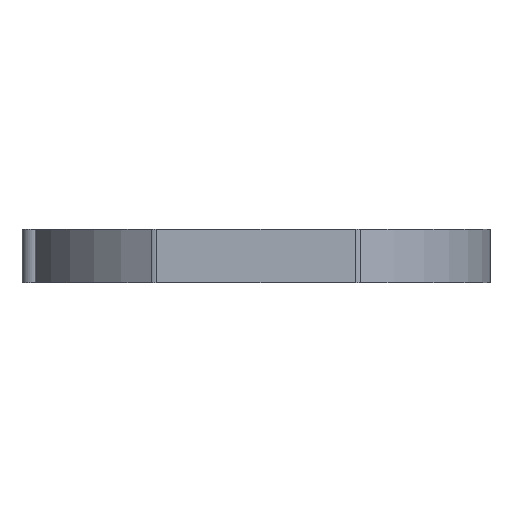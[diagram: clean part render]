
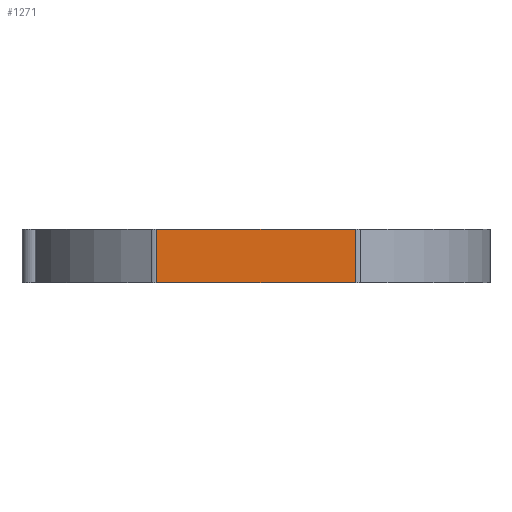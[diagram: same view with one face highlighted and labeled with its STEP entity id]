
A CAD part, front view. The second image highlights one B-rep face of the part: STEP entity #1271.
In plain terms, the highlighted planar face has unit normal (0, -1, 0).
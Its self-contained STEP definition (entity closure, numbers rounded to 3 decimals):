
#8 = DIRECTION ( 'NONE',  ( 0., 0., 1. ) ) ;
#10 = ORIENTED_EDGE ( 'NONE', *, *, #1182, .T. ) ;
#145 = DIRECTION ( 'NONE',  ( 1., 0., 0. ) ) ;
#243 = VERTEX_POINT ( 'NONE', #1309 ) ;
#253 = FACE_OUTER_BOUND ( 'NONE', #636, .T. ) ;
#282 = EDGE_CURVE ( 'NONE', #910, #643, #666, .T. ) ;
#325 = LINE ( 'NONE', #449, #745 ) ;
#449 = CARTESIAN_POINT ( 'NONE',  ( 12.728, -27., 6.8 ) ) ;
#455 = AXIS2_PLACEMENT_3D ( 'NONE', #1069, #962, #8 ) ;
#551 = LINE ( 'NONE', #849, #995 ) ;
#604 = CARTESIAN_POINT ( 'NONE',  ( -12.728, -27., 6.8 ) ) ;
#636 = EDGE_LOOP ( 'NONE', ( #10, #1523, #1356, #901 ) ) ;
#643 = VERTEX_POINT ( 'NONE', #861 ) ;
#653 = VECTOR ( 'NONE', #950, 1000. ) ;
#666 = LINE ( 'NONE', #938, #653 ) ;
#745 = VECTOR ( 'NONE', #1538, 1000. ) ;
#849 = CARTESIAN_POINT ( 'NONE',  ( 12.728, -27., 0. ) ) ;
#861 = CARTESIAN_POINT ( 'NONE',  ( 12.728, -27., 6.8 ) ) ;
#872 = EDGE_CURVE ( 'NONE', #643, #1310, #325, .T. ) ;
#901 = ORIENTED_EDGE ( 'NONE', *, *, #1362, .T. ) ;
#910 = VERTEX_POINT ( 'NONE', #1527 ) ;
#938 = CARTESIAN_POINT ( 'NONE',  ( 12.728, -27., 6.8 ) ) ;
#950 = DIRECTION ( 'NONE',  ( 1., 0., 0. ) ) ;
#962 = DIRECTION ( 'NONE',  ( 0., 1., 0. ) ) ;
#995 = VECTOR ( 'NONE', #145, 1000. ) ;
#1057 = PLANE ( 'NONE',  #455 ) ;
#1069 = CARTESIAN_POINT ( 'NONE',  ( 12.728, -27., 6.8 ) ) ;
#1109 = VECTOR ( 'NONE', #1463, 1000. ) ;
#1182 = EDGE_CURVE ( 'NONE', #243, #1310, #551, .T. ) ;
#1271 = ADVANCED_FACE ( 'NONE', ( #253 ), #1057, .F. ) ;
#1296 = LINE ( 'NONE', #604, #1109 ) ;
#1309 = CARTESIAN_POINT ( 'NONE',  ( -12.728, -27., 0. ) ) ;
#1310 = VERTEX_POINT ( 'NONE', #1437 ) ;
#1356 = ORIENTED_EDGE ( 'NONE', *, *, #282, .F. ) ;
#1362 = EDGE_CURVE ( 'NONE', #910, #243, #1296, .T. ) ;
#1437 = CARTESIAN_POINT ( 'NONE',  ( 12.728, -27., 0. ) ) ;
#1463 = DIRECTION ( 'NONE',  ( 0., 0., -1. ) ) ;
#1523 = ORIENTED_EDGE ( 'NONE', *, *, #872, .F. ) ;
#1527 = CARTESIAN_POINT ( 'NONE',  ( -12.728, -27., 6.8 ) ) ;
#1538 = DIRECTION ( 'NONE',  ( 0., 0., -1. ) ) ;
